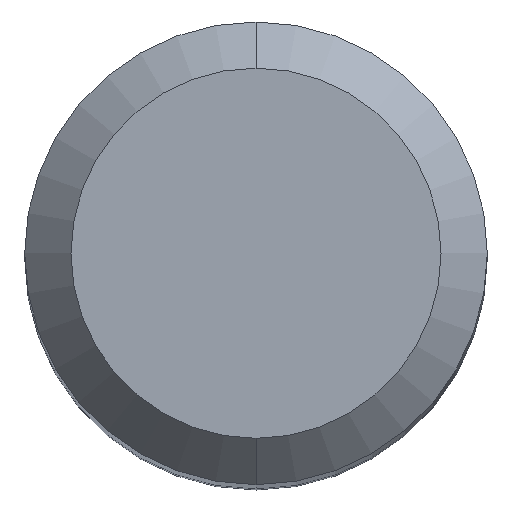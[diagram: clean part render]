
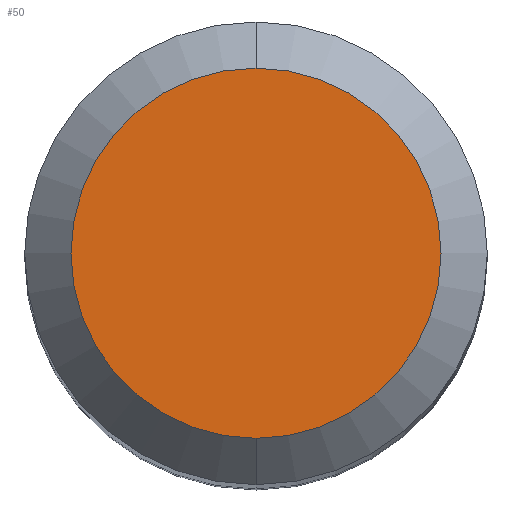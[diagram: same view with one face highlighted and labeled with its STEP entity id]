
A CAD part, top view. The second image highlights one B-rep face of the part: STEP entity #50.
In plain terms, the highlighted planar face has unit normal (0, 0, 1).
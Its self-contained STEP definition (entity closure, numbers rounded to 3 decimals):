
#50=ADVANCED_FACE('',(#105),#106,.T.);
#105=FACE_OUTER_BOUND('',#167,.T.);
#106=PLANE('',#168);
#167=EDGE_LOOP('',(#223,#224));
#168=AXIS2_PLACEMENT_3D('',#225,#226,#227);
#223=ORIENTED_EDGE('',*,*,#309,.F.);
#224=ORIENTED_EDGE('',*,*,#312,.F.);
#225=CARTESIAN_POINT('',(0.,2.,40.));
#226=DIRECTION('',(0.,0.,1.0));
#227=DIRECTION('',(0.,-1.0,0.));
#309=EDGE_CURVE('',#355,#357,#358,.T.);
#312=EDGE_CURVE('',#357,#355,#361,.T.);
#355=VERTEX_POINT('',#401);
#357=VERTEX_POINT('',#404);
#358=CIRCLE('',#405,4.);
#361=CIRCLE('',#409,4.);
#401=CARTESIAN_POINT('',(0.,4.,40.));
#404=CARTESIAN_POINT('',(0.,-4.,40.));
#405=AXIS2_PLACEMENT_3D('',#446,#447,#448);
#409=AXIS2_PLACEMENT_3D('',#450,#451,#452);
#446=CARTESIAN_POINT('',(0.,0.,40.));
#447=DIRECTION('',(0.,0.0,-1.0));
#448=DIRECTION('',(0.0,1.0,0.0));
#450=CARTESIAN_POINT('',(0.,0.,40.));
#451=DIRECTION('',(0.,0.0,-1.0));
#452=DIRECTION('',(0.0,1.0,0.0));
